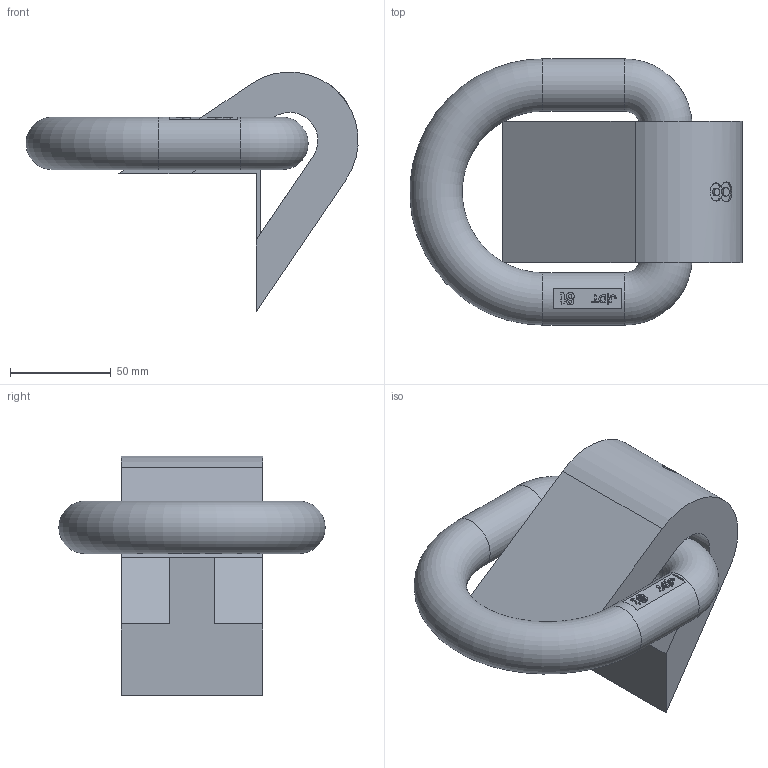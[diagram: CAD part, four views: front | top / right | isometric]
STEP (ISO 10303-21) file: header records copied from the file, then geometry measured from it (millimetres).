
FILE_DESCRIPTION(/* description */ (''),/* implementation_level */ '2;1');
FILE_NAME(/* name */ 'TAPSK 8 0°.stp',/* time_stamp */ '2022-05-25T07:31:51+02:00',/* author */ (''),/* organization */ (''),/* preprocessor_version */ 'ST-DEVELOPER v16',/* originating_system */ 'SIEMENS PLM Software NX 11.0',/* authorisation */ '');
FILE_SCHEMA (('AUTOMOTIVE_DESIGN { 1 0 10303 214 3 1 1 1 }'));
Length unit declared in the file: millimetre
Products named in the file (1): CAD0056490_001_TAPSK 8
Bounding box: 164.6 x 132 x 118.79 mm (x, y, z)
Volume: 476863 mm3; surface area: 74133.9 mm2
Topology: 2 solids, 2 shells, 116 faces, 303 edges, 200 vertices
Faces by surface type: plane 53, extrusion 35, cylinder 25, torus 3
Full cylindrical faces by diameter (mm): 26 x3
Entity records: 4167 total; most frequent: CARTESIAN_POINT 1426, ORIENTED_EDGE 588, DIRECTION 459, EDGE_CURVE 294, VECTOR 203, VERTEX_POINT 198, LINE 168, EDGE_LOOP 136
